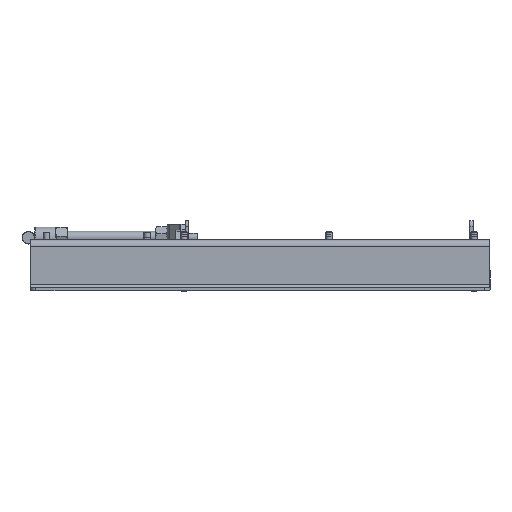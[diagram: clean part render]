
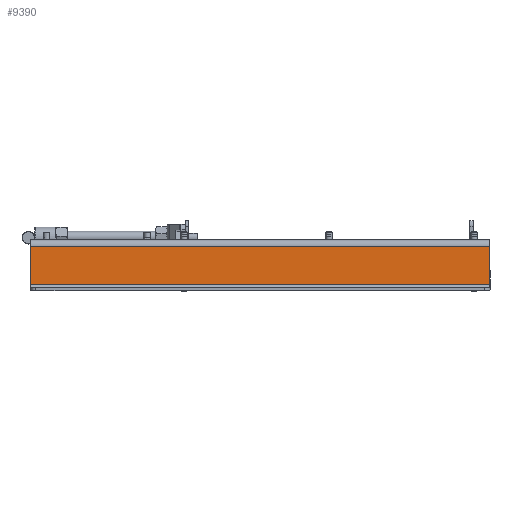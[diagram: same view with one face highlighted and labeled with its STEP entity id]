
A CAD part, left-side view. The second image highlights one B-rep face of the part: STEP entity #9390.
In plain terms, the highlighted planar face has unit normal (-1, 0, 0).
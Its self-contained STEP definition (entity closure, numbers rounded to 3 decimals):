
#1223 = VERTEX_POINT ( 'NONE', #13018 ) ;
#1251 = PLANE ( 'NONE',  #3606 ) ;
#1720 = FACE_OUTER_BOUND ( 'NONE', #7241, .T. ) ;
#1982 = VECTOR ( 'NONE', #10467, 1000. ) ;
#2524 = LINE ( 'NONE', #11950, #13936 ) ;
#3606 = AXIS2_PLACEMENT_3D ( 'NONE', #15565, #3757, #4077 ) ;
#3757 = DIRECTION ( 'NONE',  ( 1., 0., 0. ) ) ;
#4077 = DIRECTION ( 'NONE',  ( 0., -1., 0. ) ) ;
#5277 = CARTESIAN_POINT ( 'NONE',  ( -324.5, 217., 1.5 ) ) ;
#7241 = EDGE_LOOP ( 'NONE', ( #14961, #16622, #19254, #12209 ) ) ;
#7646 = DIRECTION ( 'NONE',  ( 0., 0., 1. ) ) ;
#9158 = VECTOR ( 'NONE', #13260, 1000. ) ;
#9390 = ADVANCED_FACE ( 'NONE', ( #1720 ), #1251, .F. ) ;
#10405 = CARTESIAN_POINT ( 'NONE',  ( -324.5, -217., 42. ) ) ;
#10467 = DIRECTION ( 'NONE',  ( 0., 0., 1. ) ) ;
#11228 = LINE ( 'NONE', #15799, #9158 ) ;
#11482 = EDGE_CURVE ( 'NONE', #23372, #28570, #15497, .T. ) ;
#11950 = CARTESIAN_POINT ( 'NONE',  ( -324.5, 217., 42. ) ) ;
#12209 = ORIENTED_EDGE ( 'NONE', *, *, #26725, .F. ) ;
#13018 = CARTESIAN_POINT ( 'NONE',  ( -324.5, 217., 42. ) ) ;
#13260 = DIRECTION ( 'NONE',  ( 0., 1., 0. ) ) ;
#13936 = VECTOR ( 'NONE', #21877, 1000. ) ;
#14961 = ORIENTED_EDGE ( 'NONE', *, *, #21644, .F. ) ;
#15497 = LINE ( 'NONE', #25412, #1982 ) ;
#15565 = CARTESIAN_POINT ( 'NONE',  ( -324.5, 217., 1.5 ) ) ;
#15717 = VERTEX_POINT ( 'NONE', #20314 ) ;
#15799 = CARTESIAN_POINT ( 'NONE',  ( -324.5, 217., 6. ) ) ;
#16622 = ORIENTED_EDGE ( 'NONE', *, *, #30955, .F. ) ;
#19254 = ORIENTED_EDGE ( 'NONE', *, *, #11482, .T. ) ;
#20314 = CARTESIAN_POINT ( 'NONE',  ( -324.5, 217., 6. ) ) ;
#20391 = VECTOR ( 'NONE', #7646, 1000. ) ;
#21644 = EDGE_CURVE ( 'NONE', #15717, #1223, #26540, .T. ) ;
#21877 = DIRECTION ( 'NONE',  ( 0., -1., 0. ) ) ;
#23372 = VERTEX_POINT ( 'NONE', #23643 ) ;
#23643 = CARTESIAN_POINT ( 'NONE',  ( -324.5, -217., 6. ) ) ;
#25412 = CARTESIAN_POINT ( 'NONE',  ( -324.5, -217., 1.5 ) ) ;
#26540 = LINE ( 'NONE', #5277, #20391 ) ;
#26725 = EDGE_CURVE ( 'NONE', #1223, #28570, #2524, .T. ) ;
#28570 = VERTEX_POINT ( 'NONE', #10405 ) ;
#30955 = EDGE_CURVE ( 'NONE', #23372, #15717, #11228, .T. ) ;
